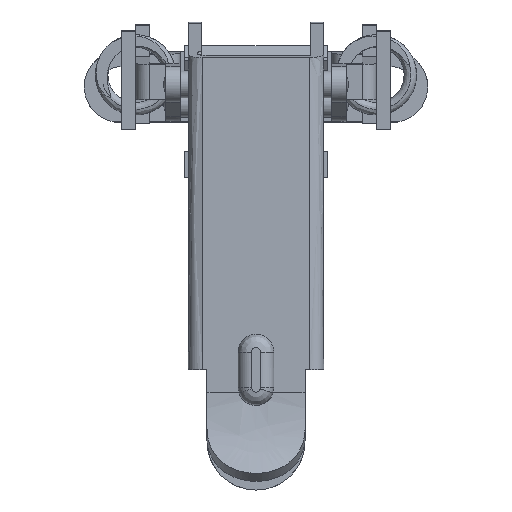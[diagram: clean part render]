
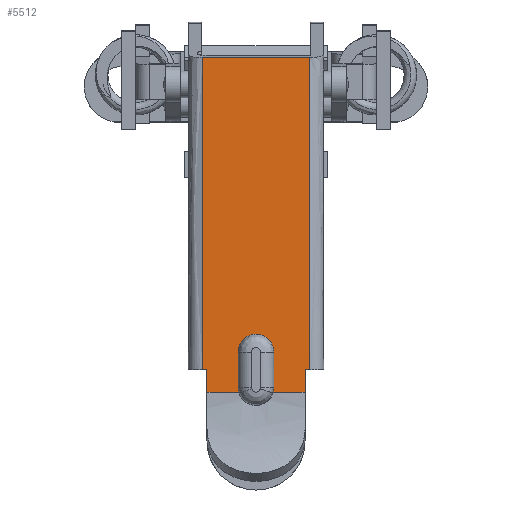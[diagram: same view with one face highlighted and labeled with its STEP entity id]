
A CAD part, front view. The second image highlights one B-rep face of the part: STEP entity #5512.
In plain terms, the highlighted free-form (B-spline) face has degree [1, 1] with [2, 2] control points.
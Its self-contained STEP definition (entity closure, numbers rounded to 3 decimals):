
#4070=CARTESIAN_POINT('',(43.38,-2.,-31.829));
#4071=VERTEX_POINT('',#4070);
#4094=CARTESIAN_POINT('',(43.38,-2.,-27.831));
#4095=VERTEX_POINT('',#4094);
#4108=CARTESIAN_POINT('',(43.38,-2.,-27.831));
#4109=CARTESIAN_POINT('',(43.38,-2.,-31.829));
#4110=QUASI_UNIFORM_CURVE('',1,(#4108,#4109),.UNSPECIFIED.,.F.,.U.);
#4111=EDGE_CURVE('',#4095,#4071,#4110,.T.);
#4171=CARTESIAN_POINT('',(43.38,2.,-27.831));
#4172=VERTEX_POINT('',#4171);
#4185=CARTESIAN_POINT('',(43.38,0.,-25.831));
#4186=VERTEX_POINT('',#4185);
#4187=CARTESIAN_POINT('',(43.38,0.,-25.831));
#4188=CARTESIAN_POINT('',(43.38,0.147,-25.831));
#4189=CARTESIAN_POINT('',(43.38,0.425,-25.861));
#4190=CARTESIAN_POINT('',(43.38,0.792,-25.983));
#4191=CARTESIAN_POINT('',(43.38,1.153,-26.178));
#4192=CARTESIAN_POINT('',(43.38,1.461,-26.44));
#4193=CARTESIAN_POINT('',(43.38,1.737,-26.808));
#4194=CARTESIAN_POINT('',(43.38,1.943,-27.258));
#4195=CARTESIAN_POINT('',(43.38,2.,-27.626));
#4196=CARTESIAN_POINT('',(43.38,2.,-27.831));
#4197=B_SPLINE_CURVE_WITH_KNOTS('',3,(#4187,#4188,#4189,#4190,#4191,#4192,#4193,#4194,#4195,#4196),.UNSPECIFIED.,.F.,.U.,(4,1,1,1,1,1,1,4),(0.,0.442,0.834,1.154,1.669,2.037,2.528,3.142),.UNSPECIFIED.);
#4198=EDGE_CURVE('',#4186,#4172,#4197,.T.);
#4200=CARTESIAN_POINT('',(43.38,-2.,-27.831));
#4201=CARTESIAN_POINT('',(43.38,-2.,-27.667));
#4202=CARTESIAN_POINT('',(43.38,-1.959,-27.332));
#4203=CARTESIAN_POINT('',(43.38,-1.79,-26.902));
#4204=CARTESIAN_POINT('',(43.38,-1.532,-26.521));
#4205=CARTESIAN_POINT('',(43.38,-1.215,-26.219));
#4206=CARTESIAN_POINT('',(43.38,-0.881,-26.025));
#4207=CARTESIAN_POINT('',(43.38,-0.483,-25.874));
#4208=CARTESIAN_POINT('',(43.38,-0.205,-25.83));
#4209=CARTESIAN_POINT('',(43.38,0.,-25.831));
#4210=B_SPLINE_CURVE_WITH_KNOTS('',3,(#4200,#4201,#4202,#4203,#4204,#4205,#4206,#4207,#4208,#4209),.UNSPECIFIED.,.F.,.U.,(4,1,1,1,1,1,1,4),(0.,0.491,1.006,1.374,1.865,2.307,2.528,3.142),.UNSPECIFIED.);
#4211=EDGE_CURVE('',#4095,#4186,#4210,.T.);
#4294=CARTESIAN_POINT('',(43.38,-1.937,-32.328));
#4295=VERTEX_POINT('',#4294);
#4296=CARTESIAN_POINT('',(43.38,-1.937,-32.328));
#4297=CARTESIAN_POINT('',(43.38,-1.979,-32.165));
#4298=CARTESIAN_POINT('',(43.38,-2.,-31.997));
#4299=CARTESIAN_POINT('',(43.38,-2.,-31.829));
#4300=B_SPLINE_CURVE_WITH_KNOTS('',3,(#4296,#4297,#4298,#4299),.UNSPECIFIED.,.F.,.U.,(4,4),(0.,0.504),.UNSPECIFIED.);
#4301=EDGE_CURVE('',#4295,#4071,#4300,.T.);
#4327=CARTESIAN_POINT('',(43.38,2.,-31.829));
#4328=VERTEX_POINT('',#4327);
#4342=CARTESIAN_POINT('',(43.38,2.,-27.831));
#4343=CARTESIAN_POINT('',(43.38,2.,-31.829));
#4344=QUASI_UNIFORM_CURVE('',1,(#4342,#4343),.UNSPECIFIED.,.F.,.U.);
#4345=EDGE_CURVE('',#4172,#4328,#4344,.T.);
#4626=CARTESIAN_POINT('',(43.38,1.937,-32.328));
#4627=VERTEX_POINT('',#4626);
#4633=CARTESIAN_POINT('',(43.38,2.,-31.829));
#4634=CARTESIAN_POINT('',(43.38,2.,-31.997));
#4635=CARTESIAN_POINT('',(43.38,1.979,-32.165));
#4636=CARTESIAN_POINT('',(43.38,1.937,-32.328));
#4637=B_SPLINE_CURVE_WITH_KNOTS('',3,(#4633,#4634,#4635,#4636),.UNSPECIFIED.,.F.,.U.,(4,4),(0.,0.504),.UNSPECIFIED.);
#4638=EDGE_CURVE('',#4328,#4627,#4637,.T.);
#4659=CARTESIAN_POINT('',(43.38,-6.,5.169));
#4660=VERTEX_POINT('',#4659);
#4681=CARTESIAN_POINT('',(43.38,-6.,-29.831));
#4682=VERTEX_POINT('',#4681);
#4696=CARTESIAN_POINT('',(43.38,-6.,5.169));
#4697=CARTESIAN_POINT('',(43.38,-6.,-29.831));
#4698=QUASI_UNIFORM_CURVE('',1,(#4696,#4697),.UNSPECIFIED.,.F.,.U.);
#4699=EDGE_CURVE('',#4660,#4682,#4698,.T.);
#4718=CARTESIAN_POINT('',(43.38,6.,5.169));
#4719=VERTEX_POINT('',#4718);
#4735=CARTESIAN_POINT('',(43.38,6.,-29.831));
#4736=VERTEX_POINT('',#4735);
#4737=CARTESIAN_POINT('',(43.38,6.,-29.831));
#4738=CARTESIAN_POINT('',(43.38,6.,5.169));
#4739=QUASI_UNIFORM_CURVE('',1,(#4737,#4738),.UNSPECIFIED.,.F.,.U.);
#4740=EDGE_CURVE('',#4736,#4719,#4739,.T.);
#5350=CARTESIAN_POINT('',(43.38,-5.5,-29.831));
#5351=VERTEX_POINT('',#5350);
#5352=CARTESIAN_POINT('',(43.38,-5.5,-29.831));
#5353=CARTESIAN_POINT('',(43.38,-6.,-29.831));
#5354=QUASI_UNIFORM_CURVE('',1,(#5352,#5353),.UNSPECIFIED.,.F.,.U.);
#5355=EDGE_CURVE('',#5351,#4682,#5354,.T.);
#5382=CARTESIAN_POINT('',(43.38,6.,5.169));
#5383=CARTESIAN_POINT('',(43.38,-6.,5.169));
#5384=QUASI_UNIFORM_CURVE('',1,(#5382,#5383),.UNSPECIFIED.,.F.,.U.);
#5385=EDGE_CURVE('',#4719,#4660,#5384,.T.);
#5407=CARTESIAN_POINT('',(43.38,5.5,-29.831));
#5408=VERTEX_POINT('',#5407);
#5409=CARTESIAN_POINT('',(43.38,6.,-29.831));
#5410=CARTESIAN_POINT('',(43.38,5.5,-29.831));
#5411=QUASI_UNIFORM_CURVE('',1,(#5409,#5410),.UNSPECIFIED.,.F.,.U.);
#5412=EDGE_CURVE('',#4736,#5408,#5411,.T.);
#5446=CARTESIAN_POINT('',(43.38,5.5,-32.328));
#5447=VERTEX_POINT('',#5446);
#5456=CARTESIAN_POINT('',(43.38,5.5,-32.328));
#5457=CARTESIAN_POINT('',(43.38,1.937,-32.328));
#5458=QUASI_UNIFORM_CURVE('',1,(#5456,#5457),.UNSPECIFIED.,.F.,.U.);
#5459=EDGE_CURVE('',#5447,#4627,#5458,.T.);
#5464=CARTESIAN_POINT('',(43.38,-5.5,-32.328));
#5465=VERTEX_POINT('',#5464);
#5466=CARTESIAN_POINT('',(43.38,-1.937,-32.328));
#5467=CARTESIAN_POINT('',(43.38,-5.5,-32.328));
#5468=QUASI_UNIFORM_CURVE('',1,(#5466,#5467),.UNSPECIFIED.,.F.,.U.);
#5469=EDGE_CURVE('',#4295,#5465,#5468,.T.);
#5482=CARTESIAN_POINT('',(43.38,-6.599,-34.201));
#5483=CARTESIAN_POINT('',(43.38,-6.599,7.042));
#5484=CARTESIAN_POINT('',(43.38,6.599,-34.201));
#5485=CARTESIAN_POINT('',(43.38,6.599,7.042));
#5486=B_SPLINE_SURFACE_WITH_KNOTS('',1,1,((#5482,#5484),(#5483,#5485)),.UNSPECIFIED.,.F.,.F.,.U.,(2,2),(2,2),(0.0,41.243),(0.0,13.199),.UNSPECIFIED.);
#5487=ORIENTED_EDGE('',*,*,#5412,.F.);
#5488=ORIENTED_EDGE('',*,*,#4740,.T.);
#5489=ORIENTED_EDGE('',*,*,#5385,.T.);
#5490=ORIENTED_EDGE('',*,*,#4699,.T.);
#5491=ORIENTED_EDGE('',*,*,#5355,.F.);
#5492=CARTESIAN_POINT('',(43.38,-5.5,-29.831));
#5493=CARTESIAN_POINT('',(43.38,-5.5,-32.328));
#5494=QUASI_UNIFORM_CURVE('',1,(#5492,#5493),.UNSPECIFIED.,.F.,.U.);
#5495=EDGE_CURVE('',#5351,#5465,#5494,.T.);
#5496=ORIENTED_EDGE('',*,*,#5495,.T.);
#5497=ORIENTED_EDGE('',*,*,#5469,.F.);
#5498=ORIENTED_EDGE('',*,*,#4301,.T.);
#5499=ORIENTED_EDGE('',*,*,#4111,.F.);
#5500=ORIENTED_EDGE('',*,*,#4211,.T.);
#5501=ORIENTED_EDGE('',*,*,#4198,.T.);
#5502=ORIENTED_EDGE('',*,*,#4345,.T.);
#5503=ORIENTED_EDGE('',*,*,#4638,.T.);
#5504=ORIENTED_EDGE('',*,*,#5459,.F.);
#5505=CARTESIAN_POINT('',(43.38,5.5,-29.831));
#5506=CARTESIAN_POINT('',(43.38,5.5,-32.328));
#5507=QUASI_UNIFORM_CURVE('',1,(#5505,#5506),.UNSPECIFIED.,.F.,.U.);
#5508=EDGE_CURVE('',#5408,#5447,#5507,.T.);
#5509=ORIENTED_EDGE('',*,*,#5508,.F.);
#5510=EDGE_LOOP('',(#5487,#5488,#5489,#5490,#5491,#5496,#5497,#5498,#5499,#5500,#5501,#5502,#5503,#5504,#5509));
#5511=FACE_OUTER_BOUND('',#5510,.T.);
#5512=ADVANCED_FACE('',(#5511),#5486,.F.);
